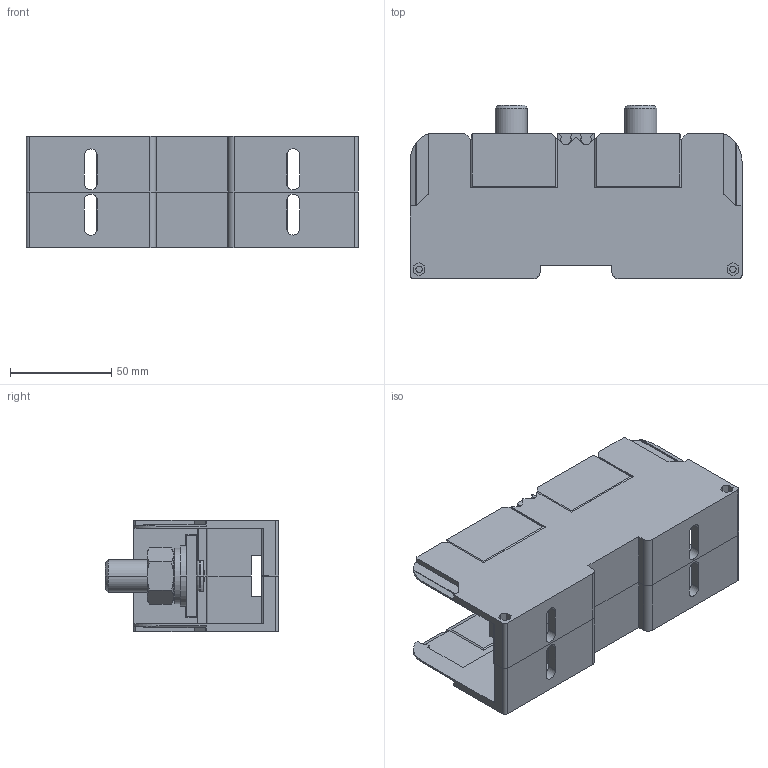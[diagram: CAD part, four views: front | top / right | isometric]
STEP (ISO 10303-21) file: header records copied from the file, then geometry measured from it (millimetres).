
FILE_DESCRIPTION((''),'2;1');
FILE_NAME('HSKG3000_STEP_ASM','2013-10-25T',('Martin Stollburges'),(''),'PRO/ENGINEER BY PARAMETRIC TECHNOLOGY CORPORATION, 2013130','PRO/ENGINEER BY PARAMETRIC TECHNOLOGY CORPORATION, 2013130','');
FILE_SCHEMA(('CONFIG_CONTROL_DESIGN'));
Length unit declared in the file: millimetre
Products named in the file (8): HSK1850_3000_SKEL; HSKG3000_STS; SM160X450_RI; UNTERLEGSCHEIBE_M16; FEDERRING_DIN128_A_M16; DIN934_M16; HSKG1850_3000_ISO_STEP; HSKG3000_STEP_ASM
Assembly tree (12 placements, depth 2):
  HSKG3000_STEP_ASM
    HSK1850_3000_SKEL
    HSKG3000_STS
    SM160X450_RI  x2
    UNTERLEGSCHEIBE_M16  x2
    FEDERRING_DIN128_A_M16  x2
    DIN934_M16  x2
    HSKG1850_3000_ISO_STEP  x2
Bounding box: 164 x 85.5 x 55 mm (x, y, z)
Volume: 295623.8 mm3; surface area: 104557.1 mm2
Topology: 11 solids, 11 shells, 1028 faces, 2942 edges, 1948 vertices
Faces by surface type: plane 602, cylinder 308, cone 104, torus 10, sphere 4
Entity records: 17574 total; most frequent: CARTESIAN_POINT 3711, ORIENTED_EDGE 2966, DIRECTION 2775, EDGE_CURVE 1483, VECTOR 989, LINE 989, VERTEX_POINT 982, AXIS2_PLACEMENT_3D 893
